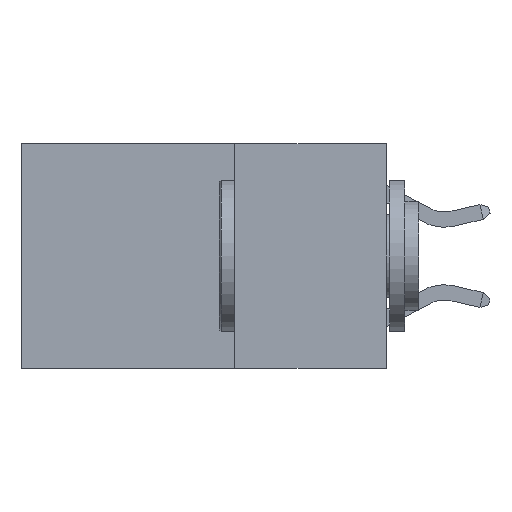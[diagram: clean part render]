
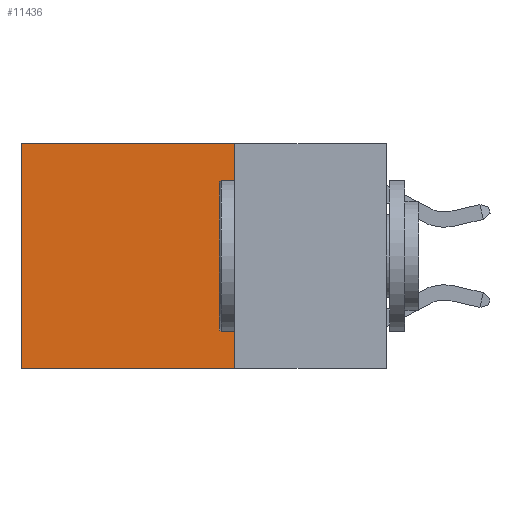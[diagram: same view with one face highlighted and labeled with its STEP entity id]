
A CAD part, left-side view. The second image highlights one B-rep face of the part: STEP entity #11436.
In plain terms, the highlighted planar face has unit normal (-1, 0, 0).
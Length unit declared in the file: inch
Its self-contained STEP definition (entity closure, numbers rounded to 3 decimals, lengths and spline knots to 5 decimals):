
#2 = DIRECTION ( 'NONE',  ( 0., 1., 0. ) ) ;
#5 = CARTESIAN_POINT ( 'NONE',  ( 0.2625, 0.25, -0.37 ) ) ;
#312 = ORIENTED_EDGE ( 'NONE', *, *, #2853, .T. ) ;
#826 = DIRECTION ( 'NONE',  ( 0., 0., -1. ) ) ;
#1672 = CARTESIAN_POINT ( 'NONE',  ( 0.2625, 0.6, 0. ) ) ;
#2787 = CARTESIAN_POINT ( 'NONE',  ( 0.2625, 0.25, -0.37 ) ) ;
#2853 = EDGE_CURVE ( 'NONE', #15637, #5845, #3340, .T. ) ;
#2909 = VECTOR ( 'NONE', #2, 39.37008 ) ;
#3340 = LINE ( 'NONE', #16063, #2909 ) ;
#4773 = VERTEX_POINT ( 'NONE', #5 ) ;
#5272 = LINE ( 'NONE', #12058, #8845 ) ;
#5346 = ORIENTED_EDGE ( 'NONE', *, *, #7102, .F. ) ;
#5845 = VERTEX_POINT ( 'NONE', #1672 ) ;
#6310 = CARTESIAN_POINT ( 'NONE',  ( 0.2625, 0.6, -0.37 ) ) ;
#6899 = EDGE_LOOP ( 'NONE', ( #15113, #5346, #16521, #312 ) ) ;
#7102 = EDGE_CURVE ( 'NONE', #4773, #16640, #7906, .T. ) ;
#7569 = CARTESIAN_POINT ( 'NONE',  ( 0.2625, 0.25, 0. ) ) ;
#7906 = LINE ( 'NONE', #2787, #9935 ) ;
#8733 = FACE_OUTER_BOUND ( 'NONE', #6899, .T. ) ;
#8813 = EDGE_CURVE ( 'NONE', #15637, #4773, #5272, .T. ) ;
#8845 = VECTOR ( 'NONE', #13400, 39.37008 ) ;
#8920 = DIRECTION ( 'NONE',  ( 1., 0., 0. ) ) ;
#8959 = CARTESIAN_POINT ( 'NONE',  ( 0.2625, 0.6, 0. ) ) ;
#9935 = VECTOR ( 'NONE', #16166, 39.37008 ) ;
#11436 = ADVANCED_FACE ( 'NONE', ( #8733 ), #15548, .F. ) ;
#12058 = CARTESIAN_POINT ( 'NONE',  ( 0.2625, 0.25, 0. ) ) ;
#12098 = VECTOR ( 'NONE', #15587, 39.37008 ) ;
#12310 = CARTESIAN_POINT ( 'NONE',  ( 0.2625, 0.25, 0. ) ) ;
#13400 = DIRECTION ( 'NONE',  ( 0., 0., -1. ) ) ;
#14065 = EDGE_CURVE ( 'NONE', #5845, #16640, #15241, .T. ) ;
#15113 = ORIENTED_EDGE ( 'NONE', *, *, #14065, .T. ) ;
#15241 = LINE ( 'NONE', #8959, #12098 ) ;
#15548 = PLANE ( 'NONE',  #16383 ) ;
#15587 = DIRECTION ( 'NONE',  ( 0., 0., -1. ) ) ;
#15637 = VERTEX_POINT ( 'NONE', #12310 ) ;
#16063 = CARTESIAN_POINT ( 'NONE',  ( 0.2625, 0.25, 0. ) ) ;
#16166 = DIRECTION ( 'NONE',  ( 0., 1., 0. ) ) ;
#16383 = AXIS2_PLACEMENT_3D ( 'NONE', #7569, #8920, #826 ) ;
#16521 = ORIENTED_EDGE ( 'NONE', *, *, #8813, .F. ) ;
#16640 = VERTEX_POINT ( 'NONE', #6310 ) ;
